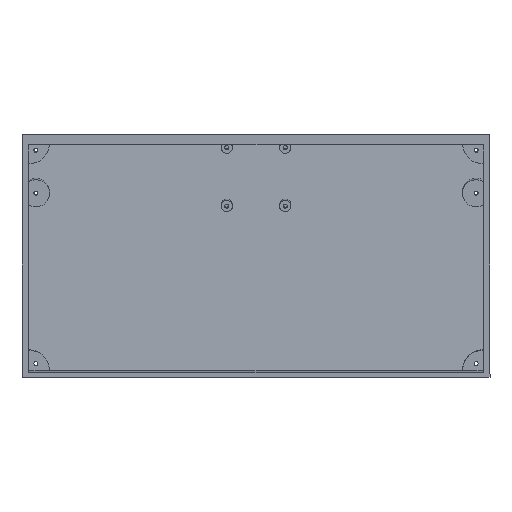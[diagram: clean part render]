
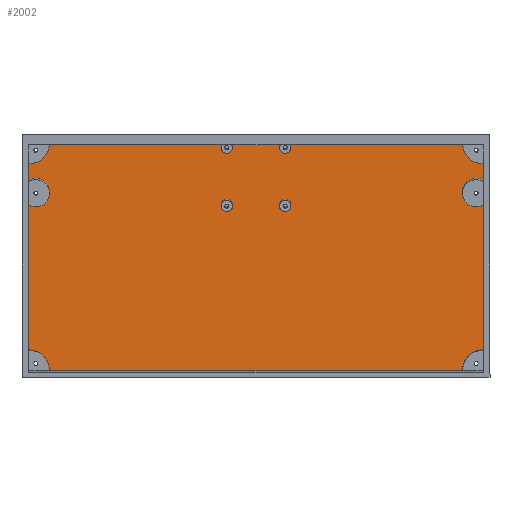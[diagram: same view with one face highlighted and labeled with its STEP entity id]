
A CAD part, top view. The second image highlights one B-rep face of the part: STEP entity #2002.
In plain terms, the highlighted face is planar.
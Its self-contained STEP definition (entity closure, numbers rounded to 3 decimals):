
#51=ELLIPSE('',#2102,2.508,2.5);
#52=ELLIPSE('',#2110,2.508,2.5);
#53=ELLIPSE('',#2156,9.205,9.176);
#54=ELLIPSE('',#2162,2.508,2.5);
#55=ELLIPSE('',#2175,2.508,2.5);
#56=ELLIPSE('',#2178,9.205,9.176);
#57=ELLIPSE('',#2182,6.019,6.);
#58=ELLIPSE('',#2183,6.019,6.);
#59=ELLIPSE('',#2184,9.205,9.176);
#60=ELLIPSE('',#2185,9.203,9.174);
#128=FACE_BOUND('',#403,.T.);
#129=FACE_BOUND('',#404,.T.);
#272=FACE_OUTER_BOUND('',#402,.T.);
#402=EDGE_LOOP('',(#1701,#1702,#1703,#1704,#1705,#1706,#1707,#1708,#1709,
#1710,#1711,#1712,#1713,#1714,#1715,#1716));
#403=EDGE_LOOP('',(#1717));
#404=EDGE_LOOP('',(#1718));
#443=LINE('',#2844,#645);
#447=LINE('',#2852,#649);
#451=LINE('',#2860,#653);
#608=LINE('',#3290,#810);
#609=LINE('',#3292,#811);
#610=LINE('',#3296,#812);
#611=LINE('',#3300,#813);
#612=LINE('',#3303,#814);
#645=VECTOR('',#2254,10.);
#649=VECTOR('',#2258,10.);
#653=VECTOR('',#2262,10.);
#810=VECTOR('',#2693,10.);
#811=VECTOR('',#2694,10.);
#812=VECTOR('',#2697,10.);
#813=VECTOR('',#2700,10.);
#814=VECTOR('',#2703,10.);
#847=VERTEX_POINT('',#2841);
#848=VERTEX_POINT('',#2843);
#851=VERTEX_POINT('',#2849);
#852=VERTEX_POINT('',#2851);
#855=VERTEX_POINT('',#2857);
#856=VERTEX_POINT('',#2859);
#957=VERTEX_POINT('',#3112);
#961=VERTEX_POINT('',#3126);
#981=VERTEX_POINT('',#3245);
#989=VERTEX_POINT('',#3279);
#991=VERTEX_POINT('',#3287);
#992=VERTEX_POINT('',#3288);
#993=VERTEX_POINT('',#3291);
#994=VERTEX_POINT('',#3293);
#995=VERTEX_POINT('',#3295);
#996=VERTEX_POINT('',#3297);
#997=VERTEX_POINT('',#3299);
#998=VERTEX_POINT('',#3301);
#1029=EDGE_CURVE('',#848,#847,#443,.T.);
#1033=EDGE_CURVE('',#852,#851,#447,.T.);
#1037=EDGE_CURVE('',#856,#855,#451,.T.);
#1165=EDGE_CURVE('',#957,#957,#51,.T.);
#1171=EDGE_CURVE('',#961,#961,#52,.T.);
#1226=EDGE_CURVE('',#847,#981,#53,.F.);
#1232=EDGE_CURVE('',#855,#852,#54,.T.);
#1240=EDGE_CURVE('',#851,#848,#55,.T.);
#1242=EDGE_CURVE('',#989,#856,#56,.F.);
#1246=EDGE_CURVE('',#991,#992,#57,.T.);
#1247=EDGE_CURVE('',#992,#989,#608,.T.);
#1248=EDGE_CURVE('',#981,#993,#609,.T.);
#1249=EDGE_CURVE('',#993,#994,#58,.T.);
#1250=EDGE_CURVE('',#994,#995,#610,.T.);
#1251=EDGE_CURVE('',#995,#996,#59,.F.);
#1252=EDGE_CURVE('',#996,#997,#611,.T.);
#1253=EDGE_CURVE('',#997,#998,#60,.F.);
#1254=EDGE_CURVE('',#998,#991,#612,.T.);
#1701=ORIENTED_EDGE('',*,*,#1246,.T.);
#1702=ORIENTED_EDGE('',*,*,#1247,.T.);
#1703=ORIENTED_EDGE('',*,*,#1242,.T.);
#1704=ORIENTED_EDGE('',*,*,#1037,.T.);
#1705=ORIENTED_EDGE('',*,*,#1232,.T.);
#1706=ORIENTED_EDGE('',*,*,#1033,.T.);
#1707=ORIENTED_EDGE('',*,*,#1240,.T.);
#1708=ORIENTED_EDGE('',*,*,#1029,.T.);
#1709=ORIENTED_EDGE('',*,*,#1226,.T.);
#1710=ORIENTED_EDGE('',*,*,#1248,.T.);
#1711=ORIENTED_EDGE('',*,*,#1249,.T.);
#1712=ORIENTED_EDGE('',*,*,#1250,.T.);
#1713=ORIENTED_EDGE('',*,*,#1251,.T.);
#1714=ORIENTED_EDGE('',*,*,#1252,.T.);
#1715=ORIENTED_EDGE('',*,*,#1253,.T.);
#1716=ORIENTED_EDGE('',*,*,#1254,.T.);
#1717=ORIENTED_EDGE('',*,*,#1165,.T.);
#1718=ORIENTED_EDGE('',*,*,#1171,.T.);
#1909=PLANE('',#2181);
#2002=ADVANCED_FACE('',(#272,#128,#129),#1909,.F.);
#2102=AXIS2_PLACEMENT_3D('',#3113,#2470,#2471);
#2110=AXIS2_PLACEMENT_3D('',#3127,#2488,#2489);
#2156=AXIS2_PLACEMENT_3D('',#3246,#2633,#2634);
#2162=AXIS2_PLACEMENT_3D('',#3256,#2647,#2648);
#2175=AXIS2_PLACEMENT_3D('',#3275,#2675,#2676);
#2178=AXIS2_PLACEMENT_3D('',#3280,#2681,#2682);
#2181=AXIS2_PLACEMENT_3D('',#3286,#2689,#2690);
#2182=AXIS2_PLACEMENT_3D('',#3289,#2691,#2692);
#2183=AXIS2_PLACEMENT_3D('',#3294,#2695,#2696);
#2184=AXIS2_PLACEMENT_3D('',#3298,#2698,#2699);
#2185=AXIS2_PLACEMENT_3D('',#3302,#2701,#2702);
#2254=DIRECTION('',(-1.,0.,0.));
#2258=DIRECTION('',(-1.,0.,0.));
#2262=DIRECTION('',(-1.,0.,0.));
#2470=DIRECTION('center_axis',(0.,-0.079,
-0.997));
#2471=DIRECTION('ref_axis',(0.,-0.997,0.079));
#2488=DIRECTION('center_axis',(0.,-0.079,
-0.997));
#2489=DIRECTION('ref_axis',(0.,-0.997,0.079));
#2633=DIRECTION('center_axis',(0.,0.079,
0.997));
#2634=DIRECTION('ref_axis',(0.,-0.997,0.079));
#2647=DIRECTION('center_axis',(0.,-0.079,
-0.997));
#2648=DIRECTION('ref_axis',(0.,-0.997,0.079));
#2675=DIRECTION('center_axis',(0.,-0.079,
-0.997));
#2676=DIRECTION('ref_axis',(0.,-0.997,0.079));
#2681=DIRECTION('center_axis',(0.,0.079,
0.997));
#2682=DIRECTION('ref_axis',(0.,-0.997,0.079));
#2689=DIRECTION('center_axis',(0.,-0.079,
-0.997));
#2690=DIRECTION('ref_axis',(1.,0.,0.));
#2691=DIRECTION('center_axis',(0.,-0.079,
-0.997));
#2692=DIRECTION('ref_axis',(0.,0.997,-0.079));
#2693=DIRECTION('',(0.,0.997,-0.079));
#2694=DIRECTION('',(0.,-0.997,0.079));
#2695=DIRECTION('center_axis',(0.,-0.079,
-0.997));
#2696=DIRECTION('ref_axis',(0.,0.997,-0.079));
#2697=DIRECTION('',(0.,-0.997,0.079));
#2698=DIRECTION('center_axis',(0.,0.079,
0.997));
#2699=DIRECTION('ref_axis',(0.,-0.997,0.079));
#2700=DIRECTION('',(1.,0.,0.));
#2701=DIRECTION('center_axis',(0.,0.079,
0.997));
#2702=DIRECTION('ref_axis',(0.,-0.997,0.079));
#2703=DIRECTION('',(0.,0.997,-0.079));
#2841=CARTESIAN_POINT('',(-91.337,51.697,-13.268));
#2843=CARTESIAN_POINT('',(-14.449,51.697,-13.268));
#2844=CARTESIAN_POINT('',(50.256,51.697,-13.268));
#2849=CARTESIAN_POINT('',(-11.451,51.697,-13.268));
#2851=CARTESIAN_POINT('',(11.451,51.697,-13.268));
#2852=CARTESIAN_POINT('',(50.256,51.697,-13.268));
#2857=CARTESIAN_POINT('',(14.449,51.697,-13.268));
#2859=CARTESIAN_POINT('',(91.336,51.697,-13.268));
#2860=CARTESIAN_POINT('',(50.256,51.697,-13.268));
#3112=CARTESIAN_POINT('',(10.45,23.797,-11.05));
#3113=CARTESIAN_POINT('Origin',(12.95,23.797,-11.05));
#3126=CARTESIAN_POINT('',(-15.45,23.797,-11.05));
#3127=CARTESIAN_POINT('Origin',(-12.95,23.797,-11.05));
#3245=CARTESIAN_POINT('',(-100.512,42.521,-12.539));
#3246=CARTESIAN_POINT('Origin',(-100.513,51.697,-13.268));
#3256=CARTESIAN_POINT('Origin',(12.95,49.697,-13.109));
#3275=CARTESIAN_POINT('Origin',(-12.95,49.697,-13.109));
#3279=CARTESIAN_POINT('',(100.513,42.521,-12.539));
#3280=CARTESIAN_POINT('Origin',(100.513,51.697,-13.268));
#3286=CARTESIAN_POINT('Origin',(0.,1.191,
-9.253));
#3287=CARTESIAN_POINT('',(100.513,24.378,-11.097));
#3288=CARTESIAN_POINT('',(100.513,34.558,-11.906));
#3289=CARTESIAN_POINT('Origin',(97.335,29.468,-11.501));
#3290=CARTESIAN_POINT('',(100.513,-24.269,-7.229));
#3291=CARTESIAN_POINT('',(-100.512,34.556,-11.906));
#3292=CARTESIAN_POINT('',(-100.512,25.92,-11.219));
#3293=CARTESIAN_POINT('',(-100.512,24.38,-11.097));
#3294=CARTESIAN_POINT('Origin',(-97.332,29.468,-11.501));
#3295=CARTESIAN_POINT('',(-100.512,-40.14,-5.968));
#3296=CARTESIAN_POINT('',(-100.512,25.92,-11.219));
#3297=CARTESIAN_POINT('',(-91.336,-49.316,-5.238));
#3298=CARTESIAN_POINT('Origin',(-100.512,-49.316,-5.238));
#3299=CARTESIAN_POINT('',(91.339,-49.316,-5.238));
#3300=CARTESIAN_POINT('',(-50.256,-49.316,-5.238));
#3301=CARTESIAN_POINT('',(100.513,-40.142,-5.968));
#3302=CARTESIAN_POINT('Origin',(100.513,-49.316,-5.238));
#3303=CARTESIAN_POINT('',(100.513,-24.269,-7.229));
